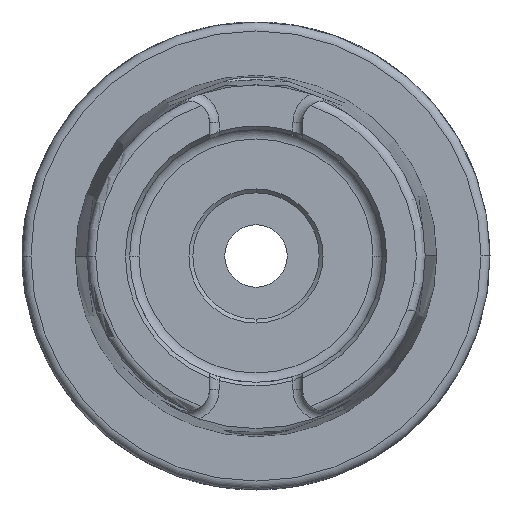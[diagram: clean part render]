
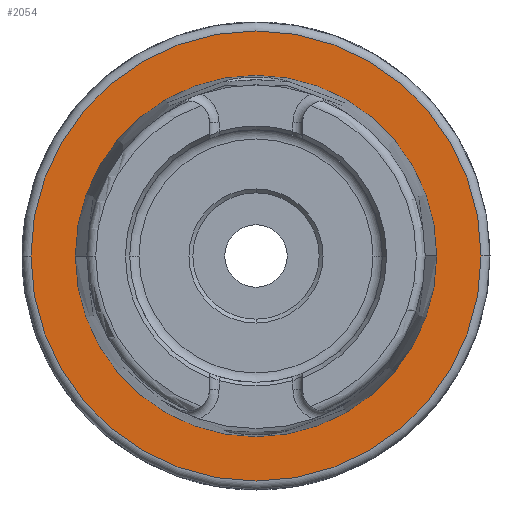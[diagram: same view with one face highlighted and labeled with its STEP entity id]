
A CAD part, left-side view. The second image highlights one B-rep face of the part: STEP entity #2054.
In plain terms, the highlighted planar face has unit normal (-1, 0, 0).
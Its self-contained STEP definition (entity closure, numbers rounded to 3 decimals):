
#149 = CIRCLE ( 'NONE', #2796, 30.3 ) ;
#190 = ORIENTED_EDGE ( 'NONE', *, *, #4601, .F. ) ;
#218 = AXIS2_PLACEMENT_3D ( 'NONE', #6668, #5657, #1007 ) ;
#224 = CARTESIAN_POINT ( 'NONE',  ( 0., 24.321, 0. ) ) ;
#289 = DIRECTION ( 'NONE',  ( 1., 0., 0. ) ) ;
#398 = DIRECTION ( 'NONE',  ( 0., -1., 0. ) ) ;
#403 = VERTEX_POINT ( 'NONE', #5188 ) ;
#1007 = DIRECTION ( 'NONE',  ( 0., 1., 0. ) ) ;
#1012 = VERTEX_POINT ( 'NONE', #6642 ) ;
#1032 = ORIENTED_EDGE ( 'NONE', *, *, #6648, .F. ) ;
#1190 = DIRECTION ( 'NONE',  ( -1., 0., 0. ) ) ;
#1263 = CARTESIAN_POINT ( 'NONE',  ( 0., -24.321, 0. ) ) ;
#1341 = DIRECTION ( 'NONE',  ( 0., 1., 0. ) ) ;
#1525 = EDGE_CURVE ( 'NONE', #1012, #5644, #3893, .T. ) ;
#1859 = CARTESIAN_POINT ( 'NONE',  ( 0., 0., 0. ) ) ;
#1906 = EDGE_CURVE ( 'NONE', #5644, #1012, #5760, .T. ) ;
#2054 = ADVANCED_FACE ( 'NONE', ( #3880, #5096 ), #6315, .T. ) ;
#2134 = CARTESIAN_POINT ( 'NONE',  ( 0., 0., 0. ) ) ;
#2613 = CIRCLE ( 'NONE', #5131, 30.3 ) ;
#2653 = DIRECTION ( 'NONE',  ( 0., 1., 0. ) ) ;
#2796 = AXIS2_PLACEMENT_3D ( 'NONE', #3375, #289, #3881 ) ;
#3375 = CARTESIAN_POINT ( 'NONE',  ( 0., 0., 0. ) ) ;
#3634 = EDGE_LOOP ( 'NONE', ( #1032, #190 ) ) ;
#3637 = ORIENTED_EDGE ( 'NONE', *, *, #1906, .T. ) ;
#3880 = FACE_BOUND ( 'NONE', #6215, .T. ) ;
#3881 = DIRECTION ( 'NONE',  ( 0., 1., 0. ) ) ;
#3893 = CIRCLE ( 'NONE', #6372, 24.321 ) ;
#4004 = VERTEX_POINT ( 'NONE', #4836 ) ;
#4005 = AXIS2_PLACEMENT_3D ( 'NONE', #224, #1190, #398 ) ;
#4601 = EDGE_CURVE ( 'NONE', #4004, #403, #149, .T. ) ;
#4836 = CARTESIAN_POINT ( 'NONE',  ( 0., -30.3, 0. ) ) ;
#4935 = ORIENTED_EDGE ( 'NONE', *, *, #1525, .T. ) ;
#5096 = FACE_OUTER_BOUND ( 'NONE', #3634, .T. ) ;
#5131 = AXIS2_PLACEMENT_3D ( 'NONE', #2134, #5769, #2653 ) ;
#5188 = CARTESIAN_POINT ( 'NONE',  ( 0., 30.3, 0. ) ) ;
#5450 = DIRECTION ( 'NONE',  ( 1., 0., 0. ) ) ;
#5644 = VERTEX_POINT ( 'NONE', #1263 ) ;
#5657 = DIRECTION ( 'NONE',  ( 1., 0., 0. ) ) ;
#5760 = CIRCLE ( 'NONE', #218, 24.321 ) ;
#5769 = DIRECTION ( 'NONE',  ( 1., 0., 0. ) ) ;
#6215 = EDGE_LOOP ( 'NONE', ( #4935, #3637 ) ) ;
#6315 = PLANE ( 'NONE',  #4005 ) ;
#6372 = AXIS2_PLACEMENT_3D ( 'NONE', #1859, #5450, #1341 ) ;
#6642 = CARTESIAN_POINT ( 'NONE',  ( 0., 24.321, 0. ) ) ;
#6648 = EDGE_CURVE ( 'NONE', #403, #4004, #2613, .T. ) ;
#6668 = CARTESIAN_POINT ( 'NONE',  ( 0., 0., 0. ) ) ;
